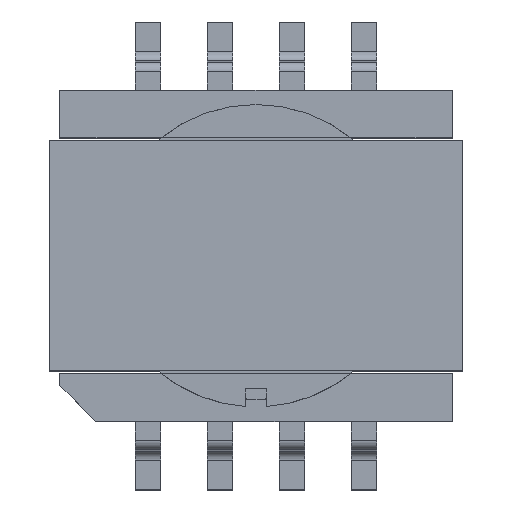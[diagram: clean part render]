
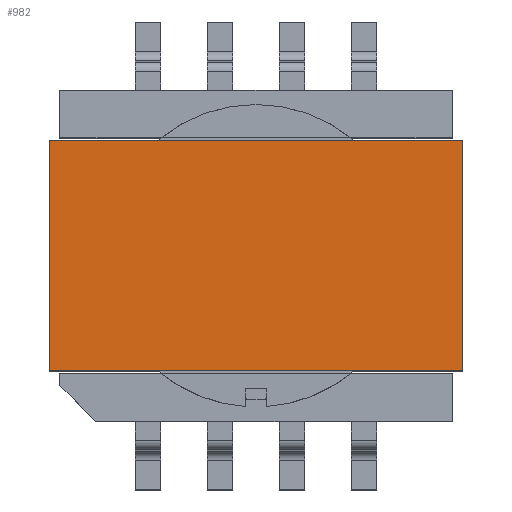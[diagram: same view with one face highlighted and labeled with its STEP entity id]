
A CAD part, top view. The second image highlights one B-rep face of the part: STEP entity #982.
In plain terms, the highlighted face is planar.
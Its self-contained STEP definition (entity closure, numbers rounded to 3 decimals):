
#172 = EDGE_CURVE ( 'NONE', #3082, #2141, #1726, .T. ) ;
#185 = EDGE_CURVE ( 'NONE', #2717, #3082, #459, .T. ) ;
#194 = FACE_OUTER_BOUND ( 'NONE', #616, .T. ) ;
#345 = ORIENTED_EDGE ( 'NONE', *, *, #2204, .F. ) ;
#423 = PLANE ( 'NONE',  #2983 ) ;
#459 = LINE ( 'NONE', #1467, #858 ) ;
#605 = ORIENTED_EDGE ( 'NONE', *, *, #172, .F. ) ;
#616 = EDGE_LOOP ( 'NONE', ( #1546, #345, #1575, #605 ) ) ;
#668 = CARTESIAN_POINT ( 'NONE',  ( -2., 0., 5.75 ) ) ;
#709 = CARTESIAN_POINT ( 'NONE',  ( -3.2, 0., -5.75 ) ) ;
#711 = DIRECTION ( 'NONE',  ( 0., 1., 0. ) ) ;
#744 = VECTOR ( 'NONE', #3218, 1000. ) ;
#858 = VECTOR ( 'NONE', #2941, 1000. ) ;
#910 = VECTOR ( 'NONE', #2729, 1000. ) ;
#982 = ADVANCED_FACE ( 'NONE', ( #194 ), #423, .F. ) ;
#1395 = CARTESIAN_POINT ( 'NONE',  ( 3.2, 0., 0. ) ) ;
#1428 = CARTESIAN_POINT ( 'NONE',  ( 0., 0., 0. ) ) ;
#1467 = CARTESIAN_POINT ( 'NONE',  ( 2., 0., -5.75 ) ) ;
#1546 = ORIENTED_EDGE ( 'NONE', *, *, #185, .F. ) ;
#1575 = ORIENTED_EDGE ( 'NONE', *, *, #3022, .F. ) ;
#1726 = LINE ( 'NONE', #2182, #744 ) ;
#1732 = LINE ( 'NONE', #668, #910 ) ;
#1890 = VERTEX_POINT ( 'NONE', #3202 ) ;
#2079 = CARTESIAN_POINT ( 'NONE',  ( -3.2, 0., 5.75 ) ) ;
#2141 = VERTEX_POINT ( 'NONE', #2079 ) ;
#2182 = CARTESIAN_POINT ( 'NONE',  ( -3.2, 0., 0. ) ) ;
#2204 = EDGE_CURVE ( 'NONE', #1890, #2717, #2686, .T. ) ;
#2395 = DIRECTION ( 'NONE',  ( 0., 0., -1. ) ) ;
#2482 = DIRECTION ( 'NONE',  ( 1., 0., 0. ) ) ;
#2686 = LINE ( 'NONE', #1395, #3177 ) ;
#2717 = VERTEX_POINT ( 'NONE', #3236 ) ;
#2729 = DIRECTION ( 'NONE',  ( 1., 0., 0. ) ) ;
#2941 = DIRECTION ( 'NONE',  ( -1., 0., 0. ) ) ;
#2983 = AXIS2_PLACEMENT_3D ( 'NONE', #1428, #711, #2482 ) ;
#3022 = EDGE_CURVE ( 'NONE', #2141, #1890, #1732, .T. ) ;
#3082 = VERTEX_POINT ( 'NONE', #709 ) ;
#3177 = VECTOR ( 'NONE', #2395, 1000. ) ;
#3202 = CARTESIAN_POINT ( 'NONE',  ( 3.2, 0., 5.75 ) ) ;
#3218 = DIRECTION ( 'NONE',  ( 0., 0., 1. ) ) ;
#3236 = CARTESIAN_POINT ( 'NONE',  ( 3.2, 0., -5.75 ) ) ;
